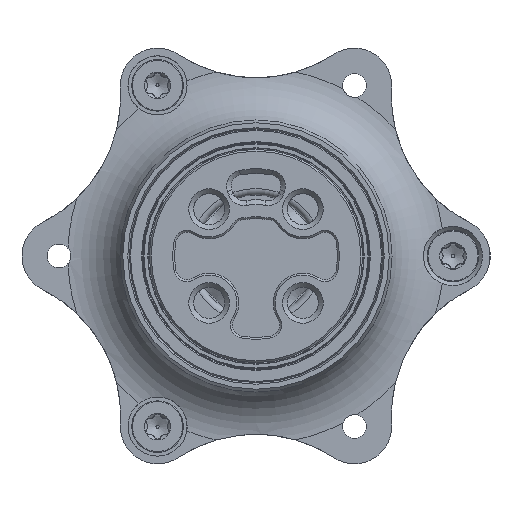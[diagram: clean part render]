
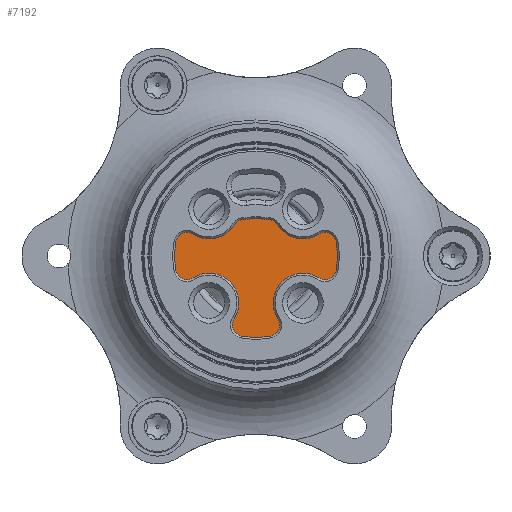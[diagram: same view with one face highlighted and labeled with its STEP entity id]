
A CAD part, front view. The second image highlights one B-rep face of the part: STEP entity #7192.
In plain terms, the highlighted planar face has unit normal (0, -1, 0).
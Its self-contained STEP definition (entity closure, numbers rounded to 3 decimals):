
#541=PLANE('',#8267);
#956=FACE_OUTER_BOUND('',#1431,.T.);
#1431=EDGE_LOOP('',(#6354,#6355,#6356,#6357,#6358,#6359,#6360,#6361,#6362,
#6363,#6364,#6365,#6366,#6367,#6368,#6369,#6370,#6371));
#2665=CIRCLE('',#8232,3.166);
#2666=CIRCLE('',#8234,1.2);
#2667=CIRCLE('',#8236,8.675);
#2668=CIRCLE('',#8238,1.2);
#2669=CIRCLE('',#8240,3.166);
#2670=CIRCLE('',#8242,1.2);
#2671=CIRCLE('',#8244,8.675);
#2672=CIRCLE('',#8246,1.2);
#2673=CIRCLE('',#8248,3.166);
#2674=CIRCLE('',#8250,1.2);
#2675=CIRCLE('',#8252,3.166);
#2676=CIRCLE('',#8254,1.2);
#2677=CIRCLE('',#8256,3.2);
#2678=CIRCLE('',#8258,1.2);
#2679=CIRCLE('',#8260,1.2);
#2680=CIRCLE('',#8262,8.675);
#2681=CIRCLE('',#8264,4.);
#2682=CIRCLE('',#8266,3.2);
#3354=VERTEX_POINT('',#14281);
#3355=VERTEX_POINT('',#14283);
#3356=VERTEX_POINT('',#14287);
#3357=VERTEX_POINT('',#14291);
#3358=VERTEX_POINT('',#14295);
#3359=VERTEX_POINT('',#14299);
#3360=VERTEX_POINT('',#14303);
#3361=VERTEX_POINT('',#14307);
#3362=VERTEX_POINT('',#14311);
#3363=VERTEX_POINT('',#14315);
#3364=VERTEX_POINT('',#14319);
#3365=VERTEX_POINT('',#14321);
#3366=VERTEX_POINT('',#14325);
#3367=VERTEX_POINT('',#14329);
#3368=VERTEX_POINT('',#14333);
#3369=VERTEX_POINT('',#14337);
#3370=VERTEX_POINT('',#14341);
#3371=VERTEX_POINT('',#14347);
#4351=EDGE_CURVE('',#3354,#3355,#2665,.T.);
#4354=EDGE_CURVE('',#3354,#3356,#2666,.T.);
#4356=EDGE_CURVE('',#3357,#3356,#2667,.T.);
#4358=EDGE_CURVE('',#3357,#3358,#2668,.T.);
#4360=EDGE_CURVE('',#3359,#3358,#2669,.T.);
#4362=EDGE_CURVE('',#3359,#3360,#2670,.T.);
#4364=EDGE_CURVE('',#3361,#3360,#2671,.T.);
#4366=EDGE_CURVE('',#3361,#3362,#2672,.T.);
#4368=EDGE_CURVE('',#3363,#3362,#2673,.T.);
#4370=EDGE_CURVE('',#3365,#3364,#2674,.T.);
#4373=EDGE_CURVE('',#3366,#3364,#2675,.T.);
#4375=EDGE_CURVE('',#3366,#3367,#2676,.T.);
#4377=EDGE_CURVE('',#3368,#3367,#2677,.T.);
#4378=EDGE_CURVE('',#3369,#3355,#2678,.T.);
#4381=EDGE_CURVE('',#3363,#3370,#2679,.T.);
#4382=EDGE_CURVE('',#3365,#3370,#2680,.T.);
#4384=EDGE_CURVE('',#3371,#3368,#2681,.T.);
#4385=EDGE_CURVE('',#3369,#3371,#2682,.T.);
#6354=ORIENTED_EDGE('',*,*,#4370,.T.);
#6355=ORIENTED_EDGE('',*,*,#4373,.F.);
#6356=ORIENTED_EDGE('',*,*,#4375,.T.);
#6357=ORIENTED_EDGE('',*,*,#4377,.F.);
#6358=ORIENTED_EDGE('',*,*,#4384,.F.);
#6359=ORIENTED_EDGE('',*,*,#4385,.F.);
#6360=ORIENTED_EDGE('',*,*,#4378,.T.);
#6361=ORIENTED_EDGE('',*,*,#4351,.F.);
#6362=ORIENTED_EDGE('',*,*,#4354,.T.);
#6363=ORIENTED_EDGE('',*,*,#4356,.F.);
#6364=ORIENTED_EDGE('',*,*,#4358,.T.);
#6365=ORIENTED_EDGE('',*,*,#4360,.F.);
#6366=ORIENTED_EDGE('',*,*,#4362,.T.);
#6367=ORIENTED_EDGE('',*,*,#4364,.F.);
#6368=ORIENTED_EDGE('',*,*,#4366,.T.);
#6369=ORIENTED_EDGE('',*,*,#4368,.F.);
#6370=ORIENTED_EDGE('',*,*,#4381,.T.);
#6371=ORIENTED_EDGE('',*,*,#4382,.F.);
#7192=ADVANCED_FACE('',(#956),#541,.T.);
#8232=AXIS2_PLACEMENT_3D('',#14284,#10399,#10400);
#8234=AXIS2_PLACEMENT_3D('',#14289,#10405,#10406);
#8236=AXIS2_PLACEMENT_3D('',#14293,#10410,#10411);
#8238=AXIS2_PLACEMENT_3D('',#14297,#10415,#10416);
#8240=AXIS2_PLACEMENT_3D('',#14301,#10420,#10421);
#8242=AXIS2_PLACEMENT_3D('',#14305,#10425,#10426);
#8244=AXIS2_PLACEMENT_3D('',#14309,#10430,#10431);
#8246=AXIS2_PLACEMENT_3D('',#14313,#10435,#10436);
#8248=AXIS2_PLACEMENT_3D('',#14317,#10440,#10441);
#8250=AXIS2_PLACEMENT_3D('',#14322,#10445,#10446);
#8252=AXIS2_PLACEMENT_3D('',#14327,#10451,#10452);
#8254=AXIS2_PLACEMENT_3D('',#14331,#10456,#10457);
#8256=AXIS2_PLACEMENT_3D('',#14335,#10461,#10462);
#8258=AXIS2_PLACEMENT_3D('',#14338,#10465,#10466);
#8260=AXIS2_PLACEMENT_3D('',#14343,#10471,#10472);
#8262=AXIS2_PLACEMENT_3D('',#14345,#10475,#10476);
#8264=AXIS2_PLACEMENT_3D('',#14349,#10480,#10481);
#8266=AXIS2_PLACEMENT_3D('',#14351,#10484,#10485);
#8267=AXIS2_PLACEMENT_3D('',#14352,#10486,#10487);
#10399=DIRECTION('center_axis',(0.,-1.,0.));
#10400=DIRECTION('ref_axis',(1.,0.,0.));
#10405=DIRECTION('center_axis',(0.,-1.,0.));
#10406=DIRECTION('ref_axis',(0.4,0.,-0.917));
#10410=DIRECTION('center_axis',(0.,1.,0.));
#10411=DIRECTION('ref_axis',(1.,0.,0.));
#10415=DIRECTION('center_axis',(0.,-1.,0.));
#10416=DIRECTION('ref_axis',(0.4,0.,0.917));
#10420=DIRECTION('center_axis',(0.,-1.,0.));
#10421=DIRECTION('ref_axis',(1.,0.,0.));
#10425=DIRECTION('center_axis',(0.,-1.,0.));
#10426=DIRECTION('ref_axis',(0.917,0.,0.4));
#10430=DIRECTION('center_axis',(0.,1.,0.));
#10431=DIRECTION('ref_axis',(1.,0.,0.));
#10435=DIRECTION('center_axis',(0.,-1.,0.));
#10436=DIRECTION('ref_axis',(-0.917,0.,0.4));
#10440=DIRECTION('center_axis',(0.,-1.,0.));
#10441=DIRECTION('ref_axis',(1.,0.,0.));
#10445=DIRECTION('center_axis',(0.,-1.,0.));
#10446=DIRECTION('ref_axis',(-0.4,0.,-0.917));
#10451=DIRECTION('center_axis',(0.,-1.,0.));
#10452=DIRECTION('ref_axis',(1.,0.,0.));
#10456=DIRECTION('center_axis',(0.,-1.,0.));
#10457=DIRECTION('ref_axis',(-0.484,0.,-0.875));
#10461=DIRECTION('center_axis',(0.,-1.,0.));
#10462=DIRECTION('ref_axis',(0.181,0.,0.984));
#10465=DIRECTION('center_axis',(0.,-1.,0.));
#10466=DIRECTION('ref_axis',(0.484,0.,-0.875));
#10471=DIRECTION('center_axis',(0.,-1.,0.));
#10472=DIRECTION('ref_axis',(-0.4,0.,0.917));
#10475=DIRECTION('center_axis',(0.,1.,0.));
#10476=DIRECTION('ref_axis',(1.,0.,0.));
#10480=DIRECTION('center_axis',(0.,1.,0.));
#10481=DIRECTION('ref_axis',(-0.181,0.,-0.984));
#10484=DIRECTION('center_axis',(0.,-1.,0.));
#10485=DIRECTION('ref_axis',(0.94,0.,0.342));
#10486=DIRECTION('center_axis',(0.,-1.,0.));
#10487=DIRECTION('ref_axis',(1.,0.,0.));
#14281=CARTESIAN_POINT('',(6.709,-4.2,-2.335));
#14283=CARTESIAN_POINT('',(2.317,-4.2,-3.319));
#14284=CARTESIAN_POINT('Origin',(5.,-4.2,-5.));
#14287=CARTESIAN_POINT('',(8.538,-4.2,-1.537));
#14289=CARTESIAN_POINT('Origin',(7.357,-4.2,-1.325));
#14291=CARTESIAN_POINT('',(8.538,-4.2,1.537));
#14293=CARTESIAN_POINT('Origin',(0.,-4.2,0.));
#14295=CARTESIAN_POINT('',(6.709,-4.2,2.335));
#14297=CARTESIAN_POINT('Origin',(7.357,-4.2,1.325));
#14299=CARTESIAN_POINT('',(2.335,-4.2,6.709));
#14301=CARTESIAN_POINT('Origin',(5.,-4.2,5.));
#14303=CARTESIAN_POINT('',(1.537,-4.2,8.538));
#14305=CARTESIAN_POINT('Origin',(1.325,-4.2,7.357));
#14307=CARTESIAN_POINT('',(-1.537,-4.2,8.538));
#14309=CARTESIAN_POINT('Origin',(0.,-4.2,0.));
#14311=CARTESIAN_POINT('',(-2.335,-4.2,6.709));
#14313=CARTESIAN_POINT('Origin',(-1.325,-4.2,7.357));
#14315=CARTESIAN_POINT('',(-6.709,-4.2,2.335));
#14317=CARTESIAN_POINT('Origin',(-5.,-4.2,5.));
#14319=CARTESIAN_POINT('',(-6.709,-4.2,-2.335));
#14321=CARTESIAN_POINT('',(-8.538,-4.2,-1.537));
#14322=CARTESIAN_POINT('Origin',(-7.357,-4.2,-1.325));
#14325=CARTESIAN_POINT('',(-2.317,-4.2,-3.319));
#14327=CARTESIAN_POINT('Origin',(-5.,-4.2,-5.));
#14329=CARTESIAN_POINT('',(-1.3,-4.2,-3.882));
#14331=CARTESIAN_POINT('Origin',(-1.3,-4.2,-2.682));
#14333=CARTESIAN_POINT('',(-0.722,-4.2,-3.934));
#14335=CARTESIAN_POINT('Origin',(-1.3,-4.2,-7.082));
#14337=CARTESIAN_POINT('',(1.3,-4.2,-3.882));
#14338=CARTESIAN_POINT('Origin',(1.3,-4.2,-2.682));
#14341=CARTESIAN_POINT('',(-8.538,-4.2,1.537));
#14343=CARTESIAN_POINT('Origin',(-7.357,-4.2,1.325));
#14345=CARTESIAN_POINT('Origin',(0.,-4.2,0.));
#14347=CARTESIAN_POINT('',(0.722,-4.2,-3.934));
#14349=CARTESIAN_POINT('Origin',(0.,-4.2,0.));
#14351=CARTESIAN_POINT('Origin',(1.3,-4.2,-7.082));
#14352=CARTESIAN_POINT('Origin',(0.,-4.2,2.338));
